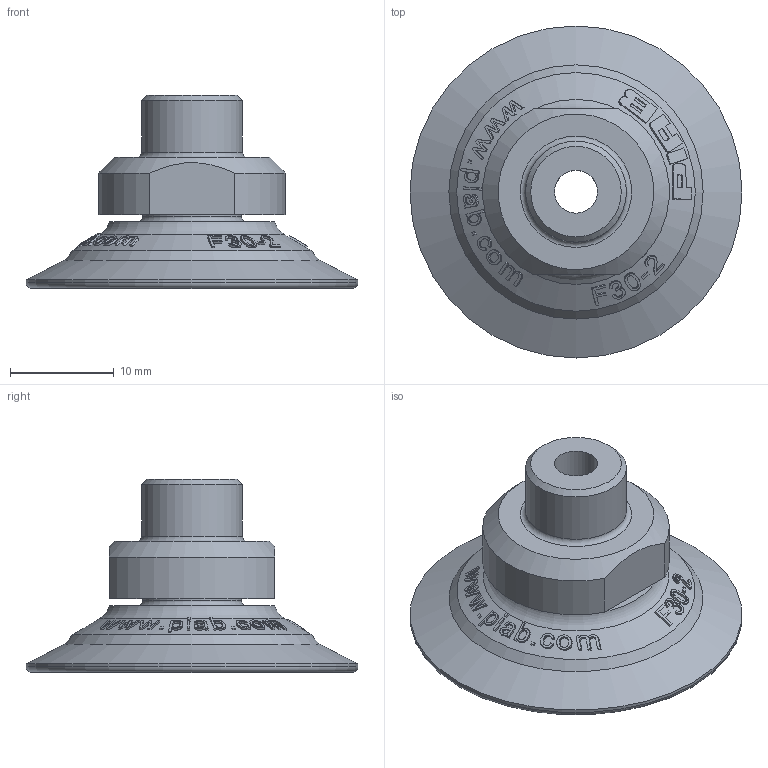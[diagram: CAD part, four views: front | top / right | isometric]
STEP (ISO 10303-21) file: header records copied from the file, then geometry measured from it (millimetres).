
FILE_DESCRIPTION( ( 'Unknown' ), '1' );
FILE_NAME( 'SE-0412746.stp', 'Unknown', ( 'Unknown' ), ( 'Unknown' ), 'PSStep 17.0.49', 'Unknown', ' ' );
FILE_SCHEMA( ( 'AUTOMOTIVE_DESIGN { 1 0 10303 214 1 1 1 1 }' ) );
Length unit declared in the file: millimetre
Products named in the file (3): Assem1; SE-0412732; 3150141
Assembly tree (2 placements, depth 2):
  Assem1
    SE-0412732
    3150141
Bounding box: 32 x 32 x 18.66 mm (x, y, z)
Volume: 4236.5 mm3; surface area: 3671.7 mm2
Topology: 2 solids, 2 shells, 249 faces, 611 edges, 404 vertices
Faces by surface type: plane 133, extrusion 42, cone 37, cylinder 29, torus 8
Full cylindrical faces by diameter (mm): 4.134 x1, 5 x1, 6 x1, 7 x1, 9.5 x1, 9.73 x1, 10 x2, 14.5 x1, 15 x1, 32 x1
Entity records: 9527 total; most frequent: CARTESIAN_POINT 4404, ORIENTED_EDGE 1150, DIRECTION 718, EDGE_CURVE 575, B_SPLINE_CURVE_WITH_KNOTS 400, VERTEX_POINT 399, EDGE_LOOP 322, FACE_OUTER_BOUND 274
